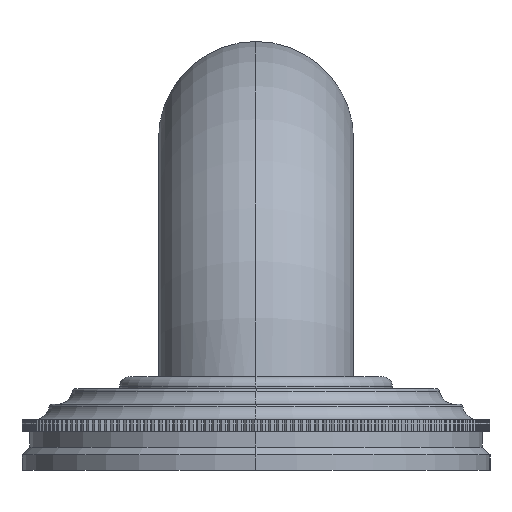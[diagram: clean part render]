
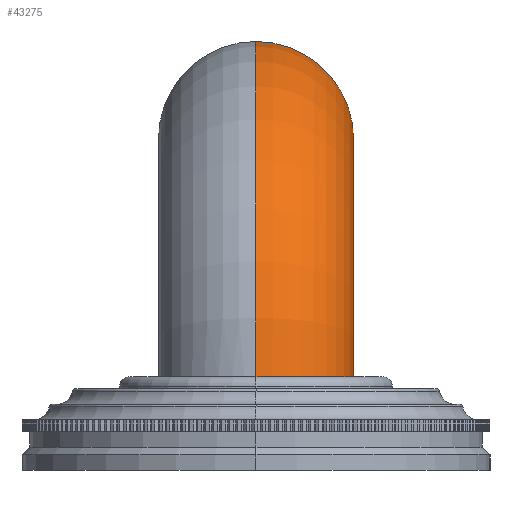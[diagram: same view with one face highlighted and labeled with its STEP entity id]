
A CAD part, left-side view. The second image highlights one B-rep face of the part: STEP entity #43275.
In plain terms, the highlighted toroidal (fillet/blend) face has major radius 41.275 mm and minor radius 15.875 mm.
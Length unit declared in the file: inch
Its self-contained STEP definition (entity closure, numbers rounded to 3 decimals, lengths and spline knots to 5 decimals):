
#12303=CARTESIAN_POINT('',(-4.375,0.,2.125));
#12304=DIRECTION('',(1.,0.,0.));
#12305=DIRECTION('',(0.,0.,1.));
#12306=AXIS2_PLACEMENT_3D('',#12303,#12304,#12305);
#12318=CARTESIAN_POINT('',(-4.375,0.,0.5));
#12319=DIRECTION('',(0.,1.,0.));
#12320=DIRECTION('',(-0.999,0.,0.044));
#12321=AXIS2_PLACEMENT_3D('',#12318,#12319,#12320);
#12342=CARTESIAN_POINT('',(-5.36999,0.,0.6));
#12372=CARTESIAN_POINT('',(-6.62278,0.,0.6));
#12377=CARTESIAN_POINT('',(-6.62278,0.,0.6));
#12378=CARTESIAN_POINT('',(-6.62278,-0.02313,0.6));
#12379=CARTESIAN_POINT('',(-6.62023,-0.0691,0.6));
#12380=CARTESIAN_POINT('',(-6.60873,-0.13766,0.6));
#12381=CARTESIAN_POINT('',(-6.58973,-0.20439,0.6));
#12382=CARTESIAN_POINT('',(-6.56349,-0.26856,0.6));
#12383=CARTESIAN_POINT('',(-6.53036,-0.32938,0.6));
#12384=CARTESIAN_POINT('',(-6.4903,-0.38671,0.6));
#12385=CARTESIAN_POINT('',(-6.44394,-0.43935,0.6));
#12386=CARTESIAN_POINT('',(-6.39211,-0.48638,0.6));
#12387=CARTESIAN_POINT('',(-6.33495,-0.52764,0.6));
#12388=CARTESIAN_POINT('',(-6.27242,-0.56276,0.6));
#12389=CARTESIAN_POINT('',(-6.20609,-0.59053,0.6));
#12390=CARTESIAN_POINT('',(-6.1376,-0.61039,0.6));
#12391=CARTESIAN_POINT('',(-6.0677,-0.62234,0.6));
#12392=CARTESIAN_POINT('',(-5.99688,-0.62633,0.6));
#12393=CARTESIAN_POINT('',(-5.92607,-0.62233,0.6));
#12394=CARTESIAN_POINT('',(-5.85608,-0.61037,0.6));
#12395=CARTESIAN_POINT('',(-5.78747,-0.59047,0.6));
#12396=CARTESIAN_POINT('',(-5.721,-0.56264,0.6));
#12397=CARTESIAN_POINT('',(-5.65836,-0.52748,0.6));
#12398=CARTESIAN_POINT('',(-5.60111,-0.48618,0.6));
#12399=CARTESIAN_POINT('',(-5.54914,-0.43909,0.6));
#12400=CARTESIAN_POINT('',(-5.50266,-0.38639,0.6));
#12401=CARTESIAN_POINT('',(-5.46253,-0.32904,0.6));
#12402=CARTESIAN_POINT('',(-5.42936,-0.26825,0.6));
#12403=CARTESIAN_POINT('',(-5.40308,-0.20415,0.6));
#12404=CARTESIAN_POINT('',(-5.38406,-0.13752,0.6));
#12405=CARTESIAN_POINT('',(-5.37255,-0.06907,0.6));
#12406=CARTESIAN_POINT('',(-5.36999,-0.02312,0.6));
#12407=CARTESIAN_POINT('',(-5.36999,0.,0.6));
#24440=CARTESIAN_POINT('',(-4.375,0.,0.5));
#24441=DIRECTION('',(0.,1.,0.));
#24442=DIRECTION('',(-0.995,0.,0.1));
#24443=AXIS2_PLACEMENT_3D('',#24440,#24441,#24442);
#28887=CARTESIAN_POINT('',(-4.375,0.,1.5));
#28888=CARTESIAN_POINT('',(-4.375,0.,2.75));
#28889=VERTEX_POINT('',#28887);
#28890=VERTEX_POINT('',#28888);
#28897=VERTEX_POINT('',#12342);
#28898=VERTEX_POINT('',#12372);
#43261=CARTESIAN_POINT('',(-4.375,0.,0.5));
#43262=DIRECTION('',(0.,1.,0.));
#43263=DIRECTION('',(1.,0.,0.));
#43264=AXIS2_PLACEMENT_3D('',#43261,#43262,#43263);
#43265=TOROIDAL_SURFACE('',#43264,1.625,0.625);
#43267=ORIENTED_EDGE('',*,*,#43266,.F.);
#43269=ORIENTED_EDGE('',*,*,#43268,.T.);
#43270=ORIENTED_EDGE('',*,*,#43251,.T.);
#43272=ORIENTED_EDGE('',*,*,#43271,.F.);
#43273=EDGE_LOOP('',(#43267,#43269,#43270,#43272));
#43274=FACE_OUTER_BOUND('',#43273,.F.);
#12307=CIRCLE('',#12306,0.625);
#12322=CIRCLE('',#12321,2.25);
#12408=B_SPLINE_CURVE_WITH_KNOTS('',3,(#12377,#12378,#12379,#12380,#12381,
#12382,#12383,#12384,#12385,#12386,#12387,#12388,#12389,#12390,#12391,#12392,
#12393,#12394,#12395,#12396,#12397,#12398,#12399,#12400,#12401,#12402,#12403,
#12404,#12405,#12406,#12407),.UNSPECIFIED.,.F.,.F.,(4,1,1,1,1,1,1,1,1,1,1,1,1,1,
1,1,1,1,1,1,1,1,1,1,1,1,1,1,4),(0.,0.03571,0.07143,
0.10714,0.14286,0.17857,0.21429,0.25,
0.28571,0.32143,0.35714,0.39286,
0.42857,0.46429,0.5,0.53571,0.57143,
0.60714,0.64286,0.67857,0.71429,0.75,
0.78571,0.82143,0.85714,0.89286,
0.92857,0.96429,1.),.UNSPECIFIED.);
#24444=CIRCLE('',#24443,1.);
#43251=EDGE_CURVE('',#28890,#28889,#12307,.T.);
#43266=EDGE_CURVE('',#28898,#28897,#12408,.T.);
#43268=EDGE_CURVE('',#28898,#28890,#12322,.T.);
#43271=EDGE_CURVE('',#28897,#28889,#24444,.T.);
#43275=ADVANCED_FACE('',(#43274),#43265,.T.);
